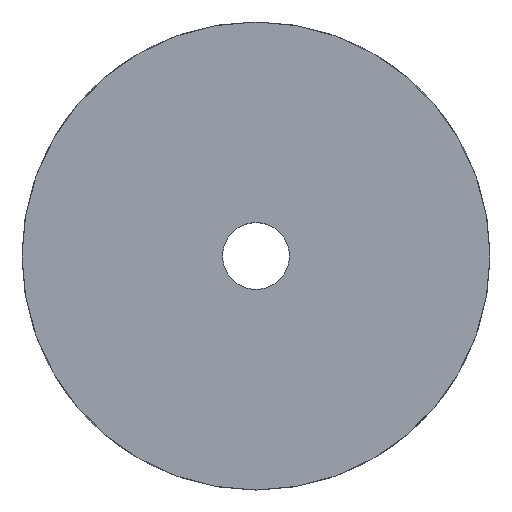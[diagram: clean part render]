
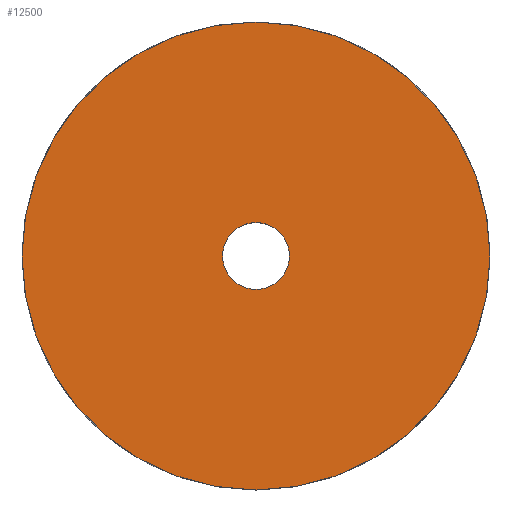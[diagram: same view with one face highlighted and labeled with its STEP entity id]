
A CAD part, top view. The second image highlights one B-rep face of the part: STEP entity #12500.
In plain terms, the highlighted planar face has unit normal (0, 0, 1).
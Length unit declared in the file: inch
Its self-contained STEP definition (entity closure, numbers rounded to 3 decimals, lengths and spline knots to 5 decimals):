
#2368 = CARTESIAN_POINT ( 'NONE',  ( 0., 0., 0. ) ) ;
#2401 = CARTESIAN_POINT ( 'NONE',  ( 0.125, 0., 0. ) ) ;
#2488 = EDGE_CURVE ( 'NONE', #11578, #18977, #5541, .T. ) ;
#2767 = ORIENTED_EDGE ( 'NONE', *, *, #11249, .T. ) ;
#3035 = DIRECTION ( 'NONE',  ( 1., 0., 0. ) ) ;
#3544 = EDGE_CURVE ( 'NONE', #6328, #6722, #10963, .T. ) ;
#4588 = DIRECTION ( 'NONE',  ( 1., 0., 0. ) ) ;
#5541 = CIRCLE ( 'NONE', #20777, 0.125 ) ;
#6215 = AXIS2_PLACEMENT_3D ( 'NONE', #2368, #21349, #15203 ) ;
#6328 = VERTEX_POINT ( 'NONE', #17038 ) ;
#6460 = PLANE ( 'NONE',  #6215 ) ;
#6722 = VERTEX_POINT ( 'NONE', #23708 ) ;
#7011 = FACE_BOUND ( 'NONE', #12038, .T. ) ;
#7035 = ORIENTED_EDGE ( 'NONE', *, *, #2488, .F. ) ;
#7469 = AXIS2_PLACEMENT_3D ( 'NONE', #20380, #16923, #14739 ) ;
#8656 = FACE_OUTER_BOUND ( 'NONE', #16987, .T. ) ;
#9671 = DIRECTION ( 'NONE',  ( 1., 0., 0. ) ) ;
#10963 = CIRCLE ( 'NONE', #7469, 0.875 ) ;
#11249 = EDGE_CURVE ( 'NONE', #6722, #6328, #21913, .T. ) ;
#11578 = VERTEX_POINT ( 'NONE', #17107 ) ;
#12038 = EDGE_LOOP ( 'NONE', ( #18313, #7035 ) ) ;
#12500 = ADVANCED_FACE ( 'NONE', ( #8656, #7011 ), #6460, .T. ) ;
#12633 = DIRECTION ( 'NONE',  ( 0., 0., 1. ) ) ;
#13108 = AXIS2_PLACEMENT_3D ( 'NONE', #21962, #16088, #9671 ) ;
#13398 = CARTESIAN_POINT ( 'NONE',  ( 0., 0., 0. ) ) ;
#14739 = DIRECTION ( 'NONE',  ( 1., 0., 0. ) ) ;
#15118 = ORIENTED_EDGE ( 'NONE', *, *, #3544, .T. ) ;
#15203 = DIRECTION ( 'NONE',  ( 1., 0., 0. ) ) ;
#15449 = EDGE_CURVE ( 'NONE', #18977, #11578, #26218, .T. ) ;
#16088 = DIRECTION ( 'NONE',  ( 0., 0., 1. ) ) ;
#16923 = DIRECTION ( 'NONE',  ( 0., 0., 1. ) ) ;
#16987 = EDGE_LOOP ( 'NONE', ( #2767, #15118 ) ) ;
#17038 = CARTESIAN_POINT ( 'NONE',  ( -0.875, 0., 0. ) ) ;
#17107 = CARTESIAN_POINT ( 'NONE',  ( -0.125, 0., 0. ) ) ;
#18313 = ORIENTED_EDGE ( 'NONE', *, *, #15449, .F. ) ;
#18977 = VERTEX_POINT ( 'NONE', #2401 ) ;
#20380 = CARTESIAN_POINT ( 'NONE',  ( 0., 0., 0. ) ) ;
#20777 = AXIS2_PLACEMENT_3D ( 'NONE', #13398, #21729, #3035 ) ;
#21349 = DIRECTION ( 'NONE',  ( 0., 0., 1. ) ) ;
#21729 = DIRECTION ( 'NONE',  ( 0., 0., 1. ) ) ;
#21913 = CIRCLE ( 'NONE', #24537, 0.875 ) ;
#21962 = CARTESIAN_POINT ( 'NONE',  ( 0., 0., 0. ) ) ;
#23703 = CARTESIAN_POINT ( 'NONE',  ( 0., 0., 0. ) ) ;
#23708 = CARTESIAN_POINT ( 'NONE',  ( 0.875, 0., 0. ) ) ;
#24537 = AXIS2_PLACEMENT_3D ( 'NONE', #23703, #12633, #4588 ) ;
#26218 = CIRCLE ( 'NONE', #13108, 0.125 ) ;
